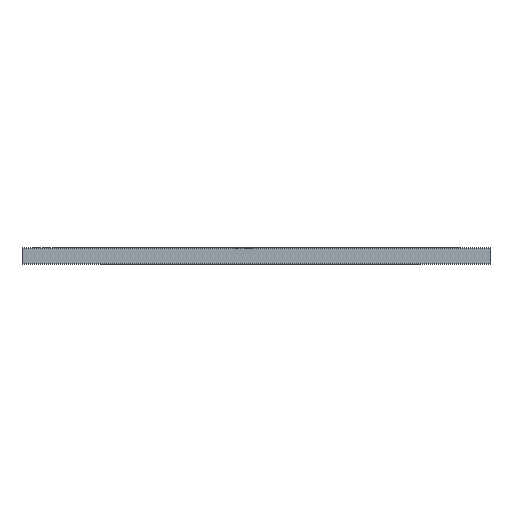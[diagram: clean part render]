
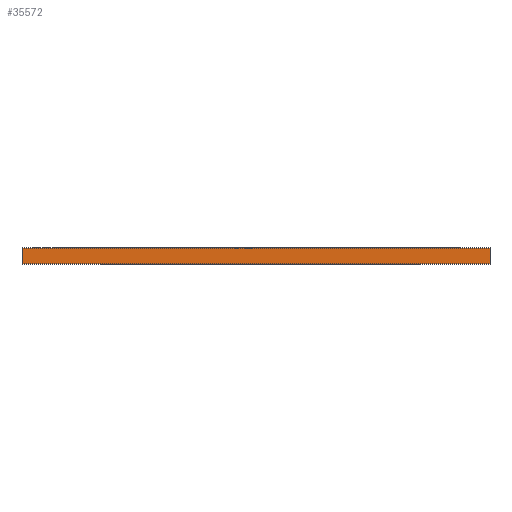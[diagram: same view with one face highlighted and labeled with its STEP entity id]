
A CAD part, front view. The second image highlights one B-rep face of the part: STEP entity #35572.
In plain terms, the highlighted planar face has unit normal (0, -1, 0).
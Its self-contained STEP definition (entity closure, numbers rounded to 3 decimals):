
#35572 = ADVANCED_FACE('',(#35573),#35607,.T.);
#35573 = FACE_BOUND('',#35574,.T.);
#35574 = EDGE_LOOP('',(#35575,#35585,#35593,#35601));
#35575 = ORIENTED_EDGE('',*,*,#35576,.T.);
#35576 = EDGE_CURVE('',#35577,#35579,#35581,.T.);
#35577 = VERTEX_POINT('',#35578);
#35578 = CARTESIAN_POINT('',(172.4,-163.4,0.));
#35579 = VERTEX_POINT('',#35580);
#35580 = CARTESIAN_POINT('',(172.4,-163.4,1.51));
#35581 = LINE('',#35582,#35583);
#35582 = CARTESIAN_POINT('',(172.4,-163.4,0.));
#35583 = VECTOR('',#35584,1.);
#35584 = DIRECTION('',(0.,0.,1.));
#35585 = ORIENTED_EDGE('',*,*,#35586,.T.);
#35586 = EDGE_CURVE('',#35579,#35587,#35589,.T.);
#35587 = VERTEX_POINT('',#35588);
#35588 = CARTESIAN_POINT('',(127.3,-163.4,1.51));
#35589 = LINE('',#35590,#35591);
#35590 = CARTESIAN_POINT('',(172.4,-163.4,1.51));
#35591 = VECTOR('',#35592,1.);
#35592 = DIRECTION('',(-1.,0.,0.));
#35593 = ORIENTED_EDGE('',*,*,#35594,.F.);
#35594 = EDGE_CURVE('',#35595,#35587,#35597,.T.);
#35595 = VERTEX_POINT('',#35596);
#35596 = CARTESIAN_POINT('',(127.3,-163.4,0.));
#35597 = LINE('',#35598,#35599);
#35598 = CARTESIAN_POINT('',(127.3,-163.4,0.));
#35599 = VECTOR('',#35600,1.);
#35600 = DIRECTION('',(0.,0.,1.));
#35601 = ORIENTED_EDGE('',*,*,#35602,.F.);
#35602 = EDGE_CURVE('',#35577,#35595,#35603,.T.);
#35603 = LINE('',#35604,#35605);
#35604 = CARTESIAN_POINT('',(172.4,-163.4,0.));
#35605 = VECTOR('',#35606,1.);
#35606 = DIRECTION('',(-1.,0.,0.));
#35607 = PLANE('',#35608);
#35608 = AXIS2_PLACEMENT_3D('',#35609,#35610,#35611);
#35609 = CARTESIAN_POINT('',(172.4,-163.4,0.));
#35610 = DIRECTION('',(0.,-1.,0.));
#35611 = DIRECTION('',(-1.,0.,0.));
